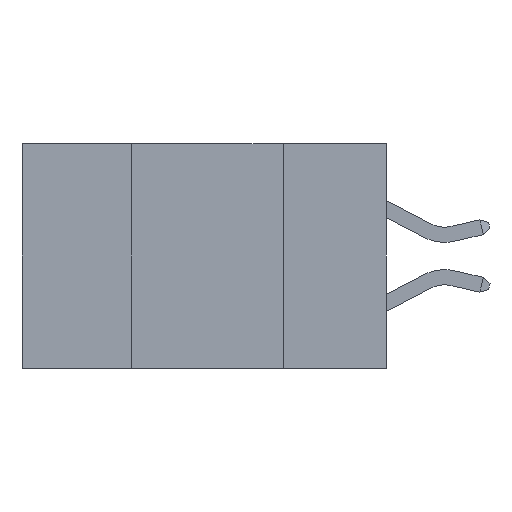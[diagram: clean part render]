
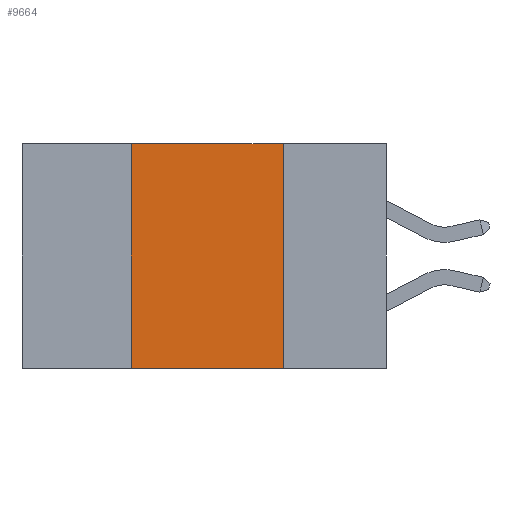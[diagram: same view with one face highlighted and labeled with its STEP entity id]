
A CAD part, left-side view. The second image highlights one B-rep face of the part: STEP entity #9664.
In plain terms, the highlighted planar face has unit normal (-1, 0, 0).
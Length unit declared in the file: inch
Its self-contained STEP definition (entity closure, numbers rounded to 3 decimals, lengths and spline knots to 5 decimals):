
#26 = CARTESIAN_POINT ( 'NONE',  ( 0., 0.17, 0. ) ) ;
#168 = EDGE_LOOP ( 'NONE', ( #5077, #11020, #7173, #10333 ) ) ;
#461 = CARTESIAN_POINT ( 'NONE',  ( 0., 0.6, 0. ) ) ;
#599 = VERTEX_POINT ( 'NONE', #1348 ) ;
#1087 = CARTESIAN_POINT ( 'NONE',  ( 0., 0.17, -0.37 ) ) ;
#1261 = LINE ( 'NONE', #9920, #6481 ) ;
#1348 = CARTESIAN_POINT ( 'NONE',  ( 0., 0.42, -0.37 ) ) ;
#1444 = LINE ( 'NONE', #7566, #10004 ) ;
#1554 = DIRECTION ( 'NONE',  ( 0., 0., -1. ) ) ;
#1845 = DIRECTION ( 'NONE',  ( 0., 0., 1. ) ) ;
#1920 = CARTESIAN_POINT ( 'NONE',  ( 0., 0.42, 0. ) ) ;
#1958 = DIRECTION ( 'NONE',  ( 0., -1., 0. ) ) ;
#2294 = CARTESIAN_POINT ( 'NONE',  ( 0., 0.42, -0.37 ) ) ;
#2471 = EDGE_CURVE ( 'NONE', #599, #5589, #7771, .T. ) ;
#2927 = CARTESIAN_POINT ( 'NONE',  ( 0., 0.6, -0.37 ) ) ;
#3217 = LINE ( 'NONE', #2927, #5455 ) ;
#3236 = EDGE_CURVE ( 'NONE', #599, #13839, #3217, .T. ) ;
#4793 = VECTOR ( 'NONE', #1845, 39.37008 ) ;
#5077 = ORIENTED_EDGE ( 'NONE', *, *, #13114, .F. ) ;
#5455 = VECTOR ( 'NONE', #1958, 39.37008 ) ;
#5589 = VERTEX_POINT ( 'NONE', #1920 ) ;
#6481 = VECTOR ( 'NONE', #7649, 39.37008 ) ;
#7173 = ORIENTED_EDGE ( 'NONE', *, *, #2471, .F. ) ;
#7457 = FACE_OUTER_BOUND ( 'NONE', #168, .T. ) ;
#7566 = CARTESIAN_POINT ( 'NONE',  ( 0., 0.17, -0.37 ) ) ;
#7649 = DIRECTION ( 'NONE',  ( 0., -1., 0. ) ) ;
#7771 = LINE ( 'NONE', #2294, #4793 ) ;
#8247 = DIRECTION ( 'NONE',  ( 1., 0., 0. ) ) ;
#8725 = VERTEX_POINT ( 'NONE', #26 ) ;
#9664 = ADVANCED_FACE ( 'NONE', ( #7457 ), #12609, .F. ) ;
#9920 = CARTESIAN_POINT ( 'NONE',  ( 0., 0.6, 0. ) ) ;
#10004 = VECTOR ( 'NONE', #14035, 39.37008 ) ;
#10333 = ORIENTED_EDGE ( 'NONE', *, *, #3236, .T. ) ;
#11020 = ORIENTED_EDGE ( 'NONE', *, *, #13779, .F. ) ;
#12609 = PLANE ( 'NONE',  #13783 ) ;
#13114 = EDGE_CURVE ( 'NONE', #8725, #13839, #1444, .T. ) ;
#13779 = EDGE_CURVE ( 'NONE', #5589, #8725, #1261, .T. ) ;
#13783 = AXIS2_PLACEMENT_3D ( 'NONE', #461, #8247, #1554 ) ;
#13839 = VERTEX_POINT ( 'NONE', #1087 ) ;
#14035 = DIRECTION ( 'NONE',  ( 0., 0., -1. ) ) ;
